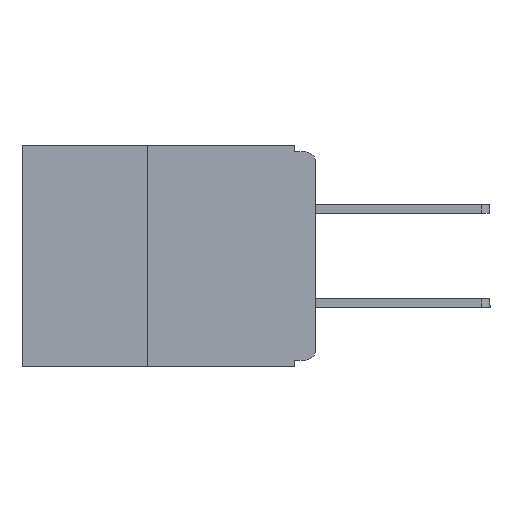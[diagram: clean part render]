
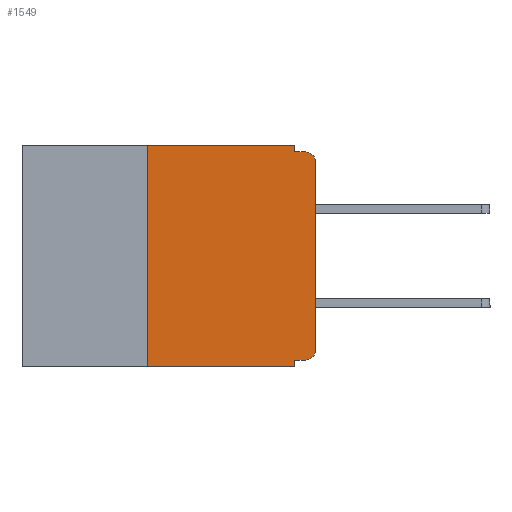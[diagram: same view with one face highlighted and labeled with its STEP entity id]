
A CAD part, left-side view. The second image highlights one B-rep face of the part: STEP entity #1549.
In plain terms, the highlighted planar face has unit normal (-1, 0, 0).
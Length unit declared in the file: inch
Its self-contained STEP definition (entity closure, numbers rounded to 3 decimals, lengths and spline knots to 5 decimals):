
#327 = CARTESIAN_POINT ( 'NONE',  ( 0., 0.015, -0.32 ) ) ;
#469 = VERTEX_POINT ( 'NONE', #6397 ) ;
#525 = DIRECTION ( 'NONE',  ( 0., 1., 0. ) ) ;
#1106 = VERTEX_POINT ( 'NONE', #11616 ) ;
#1389 = ORIENTED_EDGE ( 'NONE', *, *, #10925, .F. ) ;
#1549 = ADVANCED_FACE ( 'NONE', ( #8201 ), #18251, .F. ) ;
#1718 = DIRECTION ( 'NONE',  ( 0., 0., 1. ) ) ;
#1790 = VERTEX_POINT ( 'NONE', #8375 ) ;
#2044 = ORIENTED_EDGE ( 'NONE', *, *, #10366, .T. ) ;
#2166 = EDGE_LOOP ( 'NONE', ( #2829, #18119, #11912, #1389, #4165, #18451, #12759, #6411, #4506, #2044 ) ) ;
#2210 = VERTEX_POINT ( 'NONE', #4278 ) ;
#2343 = AXIS2_PLACEMENT_3D ( 'NONE', #18186, #15929, #6311 ) ;
#2829 = ORIENTED_EDGE ( 'NONE', *, *, #15563, .T. ) ;
#2893 = EDGE_CURVE ( 'NONE', #15738, #1790, #21857, .T. ) ;
#2991 = LINE ( 'NONE', #10320, #4070 ) ;
#3587 = VERTEX_POINT ( 'NONE', #327 ) ;
#4070 = VECTOR ( 'NONE', #1718, 39.37008 ) ;
#4165 = ORIENTED_EDGE ( 'NONE', *, *, #11156, .F. ) ;
#4278 = CARTESIAN_POINT ( 'NONE',  ( 0., 0., -0.305 ) ) ;
#4506 = ORIENTED_EDGE ( 'NONE', *, *, #18185, .F. ) ;
#4686 = CIRCLE ( 'NONE', #10860, 0.015 ) ;
#5182 = EDGE_CURVE ( 'NONE', #15868, #1790, #15944, .T. ) ;
#5322 = CARTESIAN_POINT ( 'NONE',  ( 0., 0.031, -0.33 ) ) ;
#5447 = DIRECTION ( 'NONE',  ( -1., 0., 0. ) ) ;
#6311 = DIRECTION ( 'NONE',  ( 0., 0., -1. ) ) ;
#6397 = CARTESIAN_POINT ( 'NONE',  ( 0., 0.25, 0. ) ) ;
#6411 = ORIENTED_EDGE ( 'NONE', *, *, #2893, .F. ) ;
#6535 = EDGE_CURVE ( 'NONE', #8212, #17849, #17188, .T. ) ;
#6716 = VECTOR ( 'NONE', #15339, 39.37008 ) ;
#6908 = VECTOR ( 'NONE', #525, 39.37008 ) ;
#7122 = DIRECTION ( 'NONE',  ( 0., 0., -1. ) ) ;
#7265 = LINE ( 'NONE', #15750, #15700 ) ;
#7302 = VERTEX_POINT ( 'NONE', #21550 ) ;
#7707 = CARTESIAN_POINT ( 'NONE',  ( 0., 0.25, -0.33 ) ) ;
#8201 = FACE_OUTER_BOUND ( 'NONE', #2166, .T. ) ;
#8212 = VERTEX_POINT ( 'NONE', #12932 ) ;
#8375 = CARTESIAN_POINT ( 'NONE',  ( 0., 0.031, -0.33 ) ) ;
#8685 = VECTOR ( 'NONE', #7122, 39.37008 ) ;
#9615 = DIRECTION ( 'NONE',  ( -1., 0., 0. ) ) ;
#9782 = EDGE_CURVE ( 'NONE', #15868, #469, #7265, .T. ) ;
#10240 = AXIS2_PLACEMENT_3D ( 'NONE', #15577, #5447, #17230 ) ;
#10320 = CARTESIAN_POINT ( 'NONE',  ( 0., 0., 0. ) ) ;
#10366 = EDGE_CURVE ( 'NONE', #3587, #2210, #13078, .T. ) ;
#10428 = VECTOR ( 'NONE', #20765, 39.37008 ) ;
#10860 = AXIS2_PLACEMENT_3D ( 'NONE', #19586, #9615, #21193 ) ;
#10925 = EDGE_CURVE ( 'NONE', #7302, #8212, #11781, .T. ) ;
#11156 = EDGE_CURVE ( 'NONE', #469, #7302, #12029, .T. ) ;
#11499 = VECTOR ( 'NONE', #14033, 39.37008 ) ;
#11616 = CARTESIAN_POINT ( 'NONE',  ( 0., 0., -0.025 ) ) ;
#11781 = LINE ( 'NONE', #13661, #6716 ) ;
#11912 = ORIENTED_EDGE ( 'NONE', *, *, #6535, .F. ) ;
#12029 = LINE ( 'NONE', #17860, #10428 ) ;
#12261 = VECTOR ( 'NONE', #21667, 39.37008 ) ;
#12759 = ORIENTED_EDGE ( 'NONE', *, *, #5182, .T. ) ;
#12932 = CARTESIAN_POINT ( 'NONE',  ( 0., 0.031, -0.01 ) ) ;
#13078 = CIRCLE ( 'NONE', #10240, 0.015 ) ;
#13661 = CARTESIAN_POINT ( 'NONE',  ( 0., 0.031, 0. ) ) ;
#13754 = EDGE_CURVE ( 'NONE', #1106, #17849, #4686, .T. ) ;
#14033 = DIRECTION ( 'NONE',  ( 0., -1., 0. ) ) ;
#14059 = CARTESIAN_POINT ( 'NONE',  ( 0., 0.437, -0.33 ) ) ;
#15339 = DIRECTION ( 'NONE',  ( 0., 0., -1. ) ) ;
#15563 = EDGE_CURVE ( 'NONE', #2210, #1106, #2991, .T. ) ;
#15577 = CARTESIAN_POINT ( 'NONE',  ( 0., 0.015, -0.305 ) ) ;
#15700 = VECTOR ( 'NONE', #17335, 39.37008 ) ;
#15738 = VERTEX_POINT ( 'NONE', #20733 ) ;
#15750 = CARTESIAN_POINT ( 'NONE',  ( 0., 0.25, -0.33 ) ) ;
#15868 = VERTEX_POINT ( 'NONE', #7707 ) ;
#15929 = DIRECTION ( 'NONE',  ( 1., 0., 0. ) ) ;
#15944 = LINE ( 'NONE', #14059, #11499 ) ;
#17188 = LINE ( 'NONE', #19918, #12261 ) ;
#17230 = DIRECTION ( 'NONE',  ( 0., 0., -1. ) ) ;
#17335 = DIRECTION ( 'NONE',  ( 0., 0., 1. ) ) ;
#17849 = VERTEX_POINT ( 'NONE', #21614 ) ;
#17860 = CARTESIAN_POINT ( 'NONE',  ( 0., 0.437, 0. ) ) ;
#18119 = ORIENTED_EDGE ( 'NONE', *, *, #13754, .T. ) ;
#18185 = EDGE_CURVE ( 'NONE', #3587, #15738, #20207, .T. ) ;
#18186 = CARTESIAN_POINT ( 'NONE',  ( 0., 0.437, 0. ) ) ;
#18251 = PLANE ( 'NONE',  #2343 ) ;
#18451 = ORIENTED_EDGE ( 'NONE', *, *, #9782, .F. ) ;
#19586 = CARTESIAN_POINT ( 'NONE',  ( 0., 0.015, -0.025 ) ) ;
#19918 = CARTESIAN_POINT ( 'NONE',  ( 0., 0., -0.01 ) ) ;
#20207 = LINE ( 'NONE', #20860, #6908 ) ;
#20733 = CARTESIAN_POINT ( 'NONE',  ( 0., 0.031, -0.32 ) ) ;
#20765 = DIRECTION ( 'NONE',  ( 0., -1., 0. ) ) ;
#20860 = CARTESIAN_POINT ( 'NONE',  ( 0., 0., -0.32 ) ) ;
#21193 = DIRECTION ( 'NONE',  ( 0., 0., -1. ) ) ;
#21550 = CARTESIAN_POINT ( 'NONE',  ( 0., 0.031, 0. ) ) ;
#21614 = CARTESIAN_POINT ( 'NONE',  ( 0., 0.015, -0.01 ) ) ;
#21667 = DIRECTION ( 'NONE',  ( 0., -1., 0. ) ) ;
#21857 = LINE ( 'NONE', #5322, #8685 ) ;
